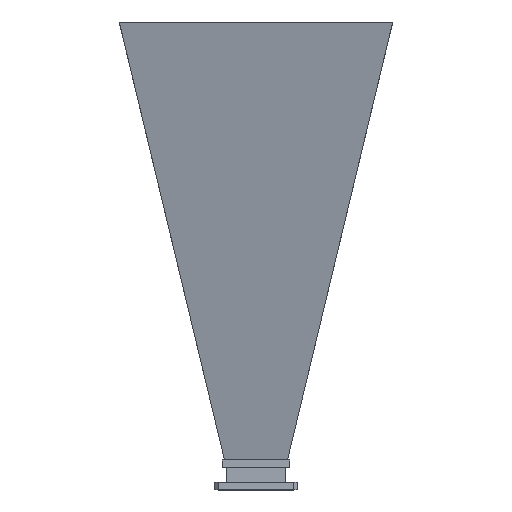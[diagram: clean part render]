
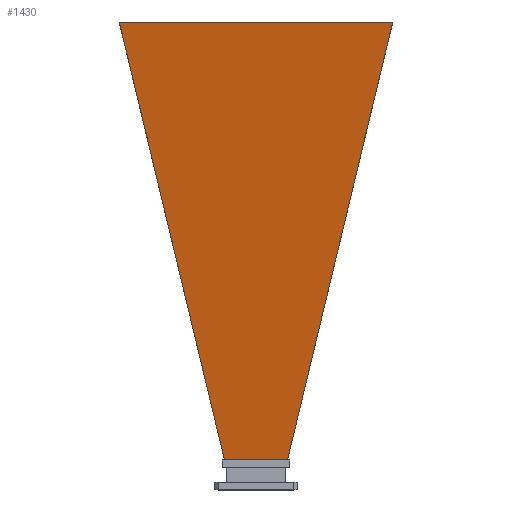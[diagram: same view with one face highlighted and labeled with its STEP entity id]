
A CAD part, top view. The second image highlights one B-rep face of the part: STEP entity #1430.
In plain terms, the highlighted planar face has unit normal (0, -0.188, 0.982).
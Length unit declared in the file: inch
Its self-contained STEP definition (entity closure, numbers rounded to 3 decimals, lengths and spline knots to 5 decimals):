
#35 = VECTOR ( 'NONE', #1356, 39.37008 ) ;
#36 = EDGE_LOOP ( 'NONE', ( #496, #1436, #294, #462 ) ) ;
#46 = LINE ( 'NONE', #67, #808 ) ;
#67 = CARTESIAN_POINT ( 'NONE',  ( -1.87816, 3.66124, 1.20307 ) ) ;
#101 = LINE ( 'NONE', #1343, #119 ) ;
#102 = EDGE_CURVE ( 'NONE', #364, #1455, #46, .T. ) ;
#119 = VECTOR ( 'NONE', #1456, 39.37008 ) ;
#266 = DIRECTION ( 'NONE',  ( 0., 0.188, -0.982 ) ) ;
#283 = AXIS2_PLACEMENT_3D ( 'NONE', #512, #266, #965 ) ;
#294 = ORIENTED_EDGE ( 'NONE', *, *, #1401, .T. ) ;
#313 = DIRECTION ( 'NONE',  ( 0.23, -0.956, -0.183 ) ) ;
#364 = VERTEX_POINT ( 'NONE', #623 ) ;
#395 = CARTESIAN_POINT ( 'NONE',  ( -1.059, 0.25, 0.54968 ) ) ;
#462 = ORIENTED_EDGE ( 'NONE', *, *, #1473, .F. ) ;
#496 = ORIENTED_EDGE ( 'NONE', *, *, #647, .T. ) ;
#512 = CARTESIAN_POINT ( 'NONE',  ( 18.08424, -0.09271, 0.48404 ) ) ;
#613 = LINE ( 'NONE', #622, #1008 ) ;
#622 = CARTESIAN_POINT ( 'NONE',  ( 18.08424, 14.91193, 3.358 ) ) ;
#623 = CARTESIAN_POINT ( 'NONE',  ( -4.57986, 14.91193, 3.358 ) ) ;
#647 = EDGE_CURVE ( 'NONE', #1135, #364, #613, .T. ) ;
#720 = PLANE ( 'NONE',  #283 ) ;
#808 = VECTOR ( 'NONE', #313, 39.37008 ) ;
#866 = LINE ( 'NONE', #1482, #35 ) ;
#926 = CARTESIAN_POINT ( 'NONE',  ( 1.059, 0.25, 0.54968 ) ) ;
#965 = DIRECTION ( 'NONE',  ( 0., 0.982, 0.188 ) ) ;
#1008 = VECTOR ( 'NONE', #1581, 39.37008 ) ;
#1135 = VERTEX_POINT ( 'NONE', #1417 ) ;
#1166 = VERTEX_POINT ( 'NONE', #926 ) ;
#1343 = CARTESIAN_POINT ( 'NONE',  ( 1.87816, 3.66124, 1.20307 ) ) ;
#1356 = DIRECTION ( 'NONE',  ( 1., 0., 0. ) ) ;
#1401 = EDGE_CURVE ( 'NONE', #1455, #1166, #866, .T. ) ;
#1417 = CARTESIAN_POINT ( 'NONE',  ( 4.57986, 14.91193, 3.358 ) ) ;
#1430 = ADVANCED_FACE ( 'NONE', ( #1586 ), #720, .F. ) ;
#1436 = ORIENTED_EDGE ( 'NONE', *, *, #102, .T. ) ;
#1455 = VERTEX_POINT ( 'NONE', #395 ) ;
#1456 = DIRECTION ( 'NONE',  ( -0.23, -0.956, -0.183 ) ) ;
#1473 = EDGE_CURVE ( 'NONE', #1135, #1166, #101, .T. ) ;
#1482 = CARTESIAN_POINT ( 'NONE',  ( -2.16659, 0.25, 0.54968 ) ) ;
#1581 = DIRECTION ( 'NONE',  ( -1., 0., 0. ) ) ;
#1586 = FACE_OUTER_BOUND ( 'NONE', #36, .T. ) ;
